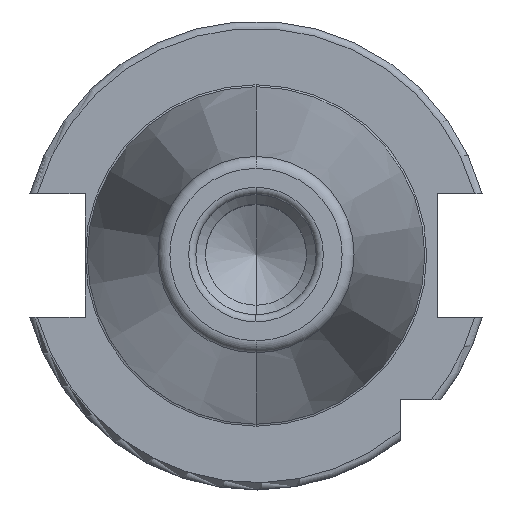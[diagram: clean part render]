
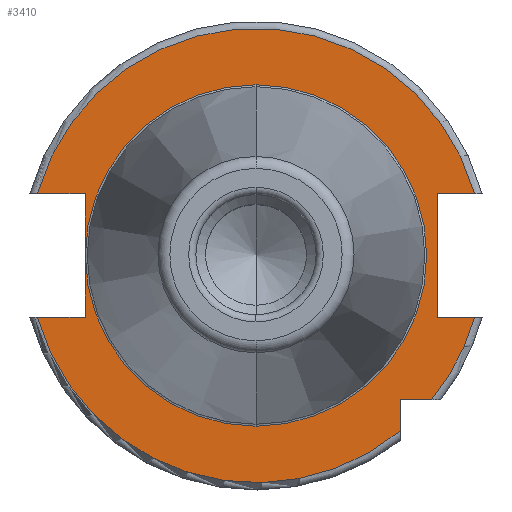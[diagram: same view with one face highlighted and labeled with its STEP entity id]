
A CAD part, top view. The second image highlights one B-rep face of the part: STEP entity #3410.
In plain terms, the highlighted planar face has unit normal (0, 0, 1).
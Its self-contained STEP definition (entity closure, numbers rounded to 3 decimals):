
#273=CARTESIAN_POINT('',(0,0,15.9));
#274=DIRECTION('',(0,0,-1));
#275=DIRECTION('',(0,1,0));
#276=AXIS2_PLACEMENT_3D('',#273,#274,#275);
#278=CARTESIAN_POINT('',(0,0,15.9));
#279=DIRECTION('',(0,0,1));
#280=DIRECTION('',(0,1,0));
#281=AXIS2_PLACEMENT_3D('',#278,#279,#280);
#293=CARTESIAN_POINT('',(0,0,15.9));
#294=DIRECTION('',(0,0,1));
#295=DIRECTION('',(-1,0,0));
#296=AXIS2_PLACEMENT_3D('',#293,#294,#295);
#298=DIRECTION('',(1,0,0));
#299=VECTOR('',#298,9.969);
#300=CARTESIAN_POINT('',(-45.469,-12.85,15.9));
#301=LINE('',#300,#299);
#302=DIRECTION('',(0.,1,0));
#303=VECTOR('',#302,12.85);
#304=CARTESIAN_POINT('',(-35.5,-12.85,15.9));
#305=LINE('',#304,#303);
#306=DIRECTION('',(0.,1,0));
#307=VECTOR('',#306,12.85);
#308=CARTESIAN_POINT('',(-35.5,0,15.9));
#309=LINE('',#308,#307);
#310=DIRECTION('',(1,0,0));
#311=VECTOR('',#310,9.969);
#312=CARTESIAN_POINT('',(-45.469,12.85,15.9));
#313=LINE('',#312,#311);
#314=DIRECTION('',(-1,0,0));
#315=VECTOR('',#314,7.769);
#316=CARTESIAN_POINT('',(45.469,12.85,15.9));
#317=LINE('',#316,#315);
#318=DIRECTION('',(0,-1,0));
#319=VECTOR('',#318,25.7);
#320=CARTESIAN_POINT('',(37.7,12.85,15.9));
#321=LINE('',#320,#319);
#322=DIRECTION('',(-1,0,0));
#323=VECTOR('',#322,7.769);
#324=CARTESIAN_POINT('',(45.469,-12.85,15.9));
#325=LINE('',#324,#323);
#326=CARTESIAN_POINT('',(0,0,15.9));
#327=DIRECTION('',(0,0,1));
#328=DIRECTION('',(0.773,-0.635,0));
#329=AXIS2_PLACEMENT_3D('',#326,#327,#328);
#331=DIRECTION('',(-1,0,0));
#332=VECTOR('',#331,6.504);
#333=CARTESIAN_POINT('',(36.504,-30,15.9));
#334=LINE('',#333,#332);
#335=DIRECTION('',(0,1,0));
#336=VECTOR('',#335,6.504);
#337=CARTESIAN_POINT('',(30,-36.504,15.9));
#338=LINE('',#337,#336);
#974=CARTESIAN_POINT('',(0,0,15.9));
#975=DIRECTION('',(0,0,1));
#976=DIRECTION('',(0.962,0.272,0));
#977=AXIS2_PLACEMENT_3D('',#974,#975,#976);
#1025=CARTESIAN_POINT('',(0,0,15.9));
#1026=DIRECTION('',(0,0,1));
#1027=DIRECTION('',(-0.962,-0.272,0));
#1028=AXIS2_PLACEMENT_3D('',#1025,#1026,#1027);
#2438=CARTESIAN_POINT('',(0,35.5,15.9));
#2440=VERTEX_POINT('',#2438);
#2462=CARTESIAN_POINT('',(0,-35.5,15.9));
#2464=VERTEX_POINT('',#2462);
#2610=CARTESIAN_POINT('',(-45.469,-12.85,15.9));
#2611=CARTESIAN_POINT('',(-35.5,-12.85,15.9));
#2612=VERTEX_POINT('',#2610);
#2613=VERTEX_POINT('',#2611);
#2614=CARTESIAN_POINT('',(-35.5,0,15.9));
#2615=VERTEX_POINT('',#2614);
#2616=CARTESIAN_POINT('',(-35.5,12.85,15.9));
#2617=VERTEX_POINT('',#2616);
#2618=CARTESIAN_POINT('',(-45.469,12.85,15.9));
#2619=VERTEX_POINT('',#2618);
#2620=CARTESIAN_POINT('',(37.7,12.85,15.9));
#2621=CARTESIAN_POINT('',(37.7,-12.85,15.9));
#2622=VERTEX_POINT('',#2620);
#2623=VERTEX_POINT('',#2621);
#2624=CARTESIAN_POINT('',(45.469,-12.85,15.9));
#2625=VERTEX_POINT('',#2624);
#2626=CARTESIAN_POINT('',(45.469,12.85,15.9));
#2627=VERTEX_POINT('',#2626);
#2628=CARTESIAN_POINT('',(30,-36.504,15.9));
#2629=CARTESIAN_POINT('',(30,-30,15.9));
#2630=VERTEX_POINT('',#2628);
#2631=VERTEX_POINT('',#2629);
#2632=CARTESIAN_POINT('',(36.504,-30,15.9));
#2633=VERTEX_POINT('',#2632);
#3376=CARTESIAN_POINT('',(0,0,15.9));
#3377=DIRECTION('',(0,0,-1));
#3378=DIRECTION('',(0,-1,0));
#3379=AXIS2_PLACEMENT_3D('',#3376,#3377,#3378);
#3380=PLANE('',#3379);
#3382=ORIENTED_EDGE('',*,*,#3381,.T.);
#3384=ORIENTED_EDGE('',*,*,#3383,.T.);
#3385=ORIENTED_EDGE('',*,*,#3371,.T.);
#3386=ORIENTED_EDGE('',*,*,#3353,.F.);
#3387=ORIENTED_EDGE('',*,*,#3366,.T.);
#3389=ORIENTED_EDGE('',*,*,#3388,.T.);
#3391=ORIENTED_EDGE('',*,*,#3390,.F.);
#3393=ORIENTED_EDGE('',*,*,#3392,.F.);
#3395=ORIENTED_EDGE('',*,*,#3394,.T.);
#3397=ORIENTED_EDGE('',*,*,#3396,.T.);
#3399=ORIENTED_EDGE('',*,*,#3398,.F.);
#3401=ORIENTED_EDGE('',*,*,#3400,.F.);
#3403=ORIENTED_EDGE('',*,*,#3402,.T.);
#3405=ORIENTED_EDGE('',*,*,#3404,.F.);
#3407=ORIENTED_EDGE('',*,*,#3406,.F.);
#3408=EDGE_LOOP('',(#3382,#3384,#3385,#3386,#3387,#3389,#3391,#3393,#3395,#3397,
#3399,#3401,#3403,#3405,#3407));
#3409=FACE_OUTER_BOUND('',#3408,.F.);
#3410=ADVANCED_FACE('',(#3409),#3380,.F.);
#277=CIRCLE('',#276,35.5);
#282=CIRCLE('',#281,35.5);
#297=CIRCLE('',#296,35.5);
#330=CIRCLE('',#329,47.25);
#978=CIRCLE('',#977,47.25);
#1029=CIRCLE('',#1028,47.25);
#3353=EDGE_CURVE('',#2440,#2464,#277,.T.);
#3366=EDGE_CURVE('',#2440,#2615,#282,.T.);
#3371=EDGE_CURVE('',#2615,#2464,#297,.T.);
#3381=EDGE_CURVE('',#2612,#2613,#301,.T.);
#3383=EDGE_CURVE('',#2613,#2615,#305,.T.);
#3388=EDGE_CURVE('',#2615,#2617,#309,.T.);
#3390=EDGE_CURVE('',#2619,#2617,#313,.T.);
#3392=EDGE_CURVE('',#2627,#2619,#978,.T.);
#3394=EDGE_CURVE('',#2627,#2622,#317,.T.);
#3396=EDGE_CURVE('',#2622,#2623,#321,.T.);
#3398=EDGE_CURVE('',#2625,#2623,#325,.T.);
#3400=EDGE_CURVE('',#2633,#2625,#330,.T.);
#3402=EDGE_CURVE('',#2633,#2631,#334,.T.);
#3404=EDGE_CURVE('',#2630,#2631,#338,.T.);
#3406=EDGE_CURVE('',#2612,#2630,#1029,.T.);
